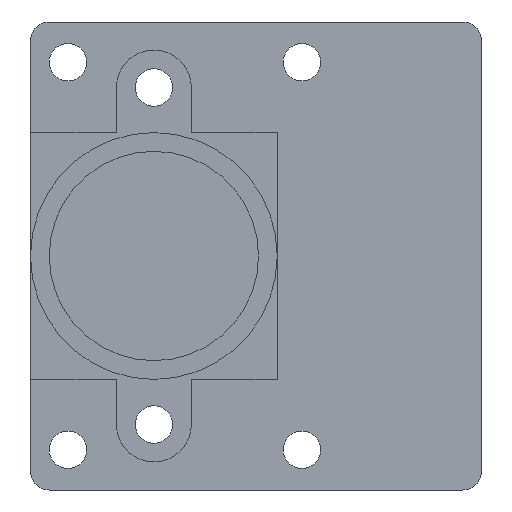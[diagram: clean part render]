
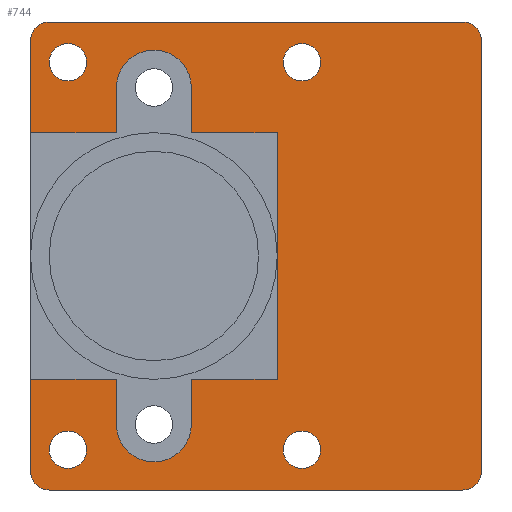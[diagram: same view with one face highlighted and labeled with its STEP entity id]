
A CAD part, left-side view. The second image highlights one B-rep face of the part: STEP entity #744.
In plain terms, the highlighted planar face has unit normal (-1, 0, 0).
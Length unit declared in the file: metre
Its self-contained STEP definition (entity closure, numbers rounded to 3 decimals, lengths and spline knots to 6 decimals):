
#27=PLANE('',#868);
#71=LINE('',#1208,#135);
#72=LINE('',#1209,#136);
#73=LINE('',#1213,#137);
#74=LINE('',#1217,#138);
#135=VECTOR('',#987,1.);
#136=VECTOR('',#988,1.);
#137=VECTOR('',#991,1.);
#138=VECTOR('',#994,1.);
#213=ORIENTED_EDGE('',*,*,#386,.T.);
#214=ORIENTED_EDGE('',*,*,#384,.T.);
#215=ORIENTED_EDGE('',*,*,#399,.T.);
#216=ORIENTED_EDGE('',*,*,#400,.T.);
#217=ORIENTED_EDGE('',*,*,#401,.T.);
#218=ORIENTED_EDGE('',*,*,#402,.T.);
#219=ORIENTED_EDGE('',*,*,#403,.F.);
#220=ORIENTED_EDGE('',*,*,#404,.F.);
#221=ORIENTED_EDGE('',*,*,#381,.F.);
#222=ORIENTED_EDGE('',*,*,#405,.F.);
#223=ORIENTED_EDGE('',*,*,#406,.F.);
#224=ORIENTED_EDGE('',*,*,#407,.F.);
#225=ORIENTED_EDGE('',*,*,#408,.F.);
#226=ORIENTED_EDGE('',*,*,#409,.F.);
#381=EDGE_CURVE('',#478,#479,#548,.T.);
#384=EDGE_CURVE('',#481,#481,#550,.T.);
#386=EDGE_CURVE('',#483,#483,#552,.T.);
#399=EDGE_CURVE('',#492,#492,#553,.T.);
#400=EDGE_CURVE('',#493,#493,#554,.T.);
#401=EDGE_CURVE('',#494,#494,#555,.T.);
#402=EDGE_CURVE('',#495,#495,#556,.T.);
#403=EDGE_CURVE('',#496,#497,#557,.T.);
#404=EDGE_CURVE('',#479,#496,#71,.T.);
#405=EDGE_CURVE('',#498,#478,#72,.T.);
#406=EDGE_CURVE('',#499,#498,#558,.T.);
#407=EDGE_CURVE('',#500,#499,#73,.T.);
#408=EDGE_CURVE('',#501,#500,#559,.T.);
#409=EDGE_CURVE('',#497,#501,#74,.T.);
#478=VERTEX_POINT('',#1157);
#479=VERTEX_POINT('',#1159);
#481=VERTEX_POINT('',#1165);
#483=VERTEX_POINT('',#1170);
#492=VERTEX_POINT('',#1198);
#493=VERTEX_POINT('',#1200);
#494=VERTEX_POINT('',#1202);
#495=VERTEX_POINT('',#1204);
#496=VERTEX_POINT('',#1206);
#497=VERTEX_POINT('',#1207);
#498=VERTEX_POINT('',#1210);
#499=VERTEX_POINT('',#1212);
#500=VERTEX_POINT('',#1214);
#501=VERTEX_POINT('',#1216);
#548=CIRCLE('',#856,0.001);
#550=CIRCLE('',#859,0.001);
#552=CIRCLE('',#862,0.001);
#553=CIRCLE('',#869,0.001);
#554=CIRCLE('',#870,0.001);
#555=CIRCLE('',#871,0.001);
#556=CIRCLE('',#872,0.001);
#557=CIRCLE('',#873,0.001);
#558=CIRCLE('',#874,0.001);
#559=CIRCLE('',#875,0.001);
#590=EDGE_LOOP('',(#213));
#591=EDGE_LOOP('',(#214));
#592=EDGE_LOOP('',(#215));
#593=EDGE_LOOP('',(#216));
#594=EDGE_LOOP('',(#217));
#595=EDGE_LOOP('',(#218));
#596=EDGE_LOOP('',(#219,#220,#221,#222,#223,#224,#225,#226));
#660=FACE_BOUND('',#590,.T.);
#661=FACE_BOUND('',#591,.T.);
#662=FACE_BOUND('',#592,.T.);
#663=FACE_BOUND('',#593,.T.);
#664=FACE_BOUND('',#594,.T.);
#665=FACE_BOUND('',#595,.T.);
#666=FACE_BOUND('',#596,.T.);
#744=ADVANCED_FACE('',(#660,#661,#662,#663,#664,#665,#666),#27,.F.);
#856=AXIS2_PLACEMENT_3D('',#1158,#938,#939);
#859=AXIS2_PLACEMENT_3D('',#1164,#945,#946);
#862=AXIS2_PLACEMENT_3D('',#1169,#951,#952);
#868=AXIS2_PLACEMENT_3D('',#1196,#975,#976);
#869=AXIS2_PLACEMENT_3D('',#1197,#977,#978);
#870=AXIS2_PLACEMENT_3D('',#1199,#979,#980);
#871=AXIS2_PLACEMENT_3D('',#1201,#981,#982);
#872=AXIS2_PLACEMENT_3D('',#1203,#983,#984);
#873=AXIS2_PLACEMENT_3D('',#1205,#985,#986);
#874=AXIS2_PLACEMENT_3D('',#1211,#989,#990);
#875=AXIS2_PLACEMENT_3D('',#1215,#992,#993);
#938=DIRECTION('',(1.,0.,0.));
#939=DIRECTION('',(0.,0.707,0.707));
#945=DIRECTION('',(1.,0.,0.));
#946=DIRECTION('',(0.,0.,-1.));
#951=DIRECTION('',(1.,0.,0.));
#952=DIRECTION('',(0.,0.,-1.));
#975=DIRECTION('',(1.,0.,0.));
#976=DIRECTION('',(0.,0.,-1.));
#977=DIRECTION('',(1.,0.,0.));
#978=DIRECTION('',(0.,0.,1.));
#979=DIRECTION('',(1.,0.,0.));
#980=DIRECTION('',(0.,0.,1.));
#981=DIRECTION('',(1.,0.,0.));
#982=DIRECTION('',(0.,0.,1.));
#983=DIRECTION('',(1.,0.,0.));
#984=DIRECTION('',(0.,0.,1.));
#985=DIRECTION('',(1.,0.,0.));
#986=DIRECTION('',(0.,-0.707,0.707));
#987=DIRECTION('',(0.,-1.,0.));
#988=DIRECTION('',(0.,0.,1.));
#989=DIRECTION('',(1.,0.,0.));
#990=DIRECTION('',(0.,0.707,-0.707));
#991=DIRECTION('',(0.,1.,0.));
#992=DIRECTION('',(1.,0.,0.));
#993=DIRECTION('',(0.,-0.707,-0.707));
#994=DIRECTION('',(0.,0.,-1.));
#1157=CARTESIAN_POINT('',(0.,0.00659,0.0115));
#1158=CARTESIAN_POINT('',(0.,0.00559,0.0115));
#1159=CARTESIAN_POINT('',(0.,0.00559,0.0125));
#1164=CARTESIAN_POINT('',(0.,0.,-0.009));
#1165=CARTESIAN_POINT('',(0.,0.,-0.01));
#1169=CARTESIAN_POINT('',(0.,0.,0.009));
#1170=CARTESIAN_POINT('',(0.,0.,0.008));
#1196=CARTESIAN_POINT('',(0.,0.,0.));
#1197=CARTESIAN_POINT('',(0.,0.00459,-0.01035));
#1198=CARTESIAN_POINT('',(0.,0.00459,-0.00935));
#1199=CARTESIAN_POINT('',(0.,0.00459,0.01035));
#1200=CARTESIAN_POINT('',(0.,0.00459,0.01135));
#1201=CARTESIAN_POINT('',(0.,-0.00791,-0.01035));
#1202=CARTESIAN_POINT('',(0.,-0.00791,-0.00935));
#1203=CARTESIAN_POINT('',(0.,-0.00791,0.01035));
#1204=CARTESIAN_POINT('',(0.,-0.00791,0.01135));
#1205=CARTESIAN_POINT('',(0.,-0.0165,0.0115));
#1206=CARTESIAN_POINT('',(0.,-0.0165,0.0125));
#1207=CARTESIAN_POINT('',(0.,-0.0175,0.0115));
#1208=CARTESIAN_POINT('',(0.,0.018,0.0125));
#1209=CARTESIAN_POINT('',(0.,0.00659,-0.018));
#1210=CARTESIAN_POINT('',(0.,0.00659,-0.0115));
#1211=CARTESIAN_POINT('',(0.,0.00559,-0.0115));
#1212=CARTESIAN_POINT('',(0.,0.00559,-0.0125));
#1213=CARTESIAN_POINT('',(0.,-0.018,-0.0125));
#1214=CARTESIAN_POINT('',(0.,-0.0165,-0.0125));
#1215=CARTESIAN_POINT('',(0.,-0.0165,-0.0115));
#1216=CARTESIAN_POINT('',(0.,-0.0175,-0.0115));
#1217=CARTESIAN_POINT('',(0.,-0.0175,0.018));
